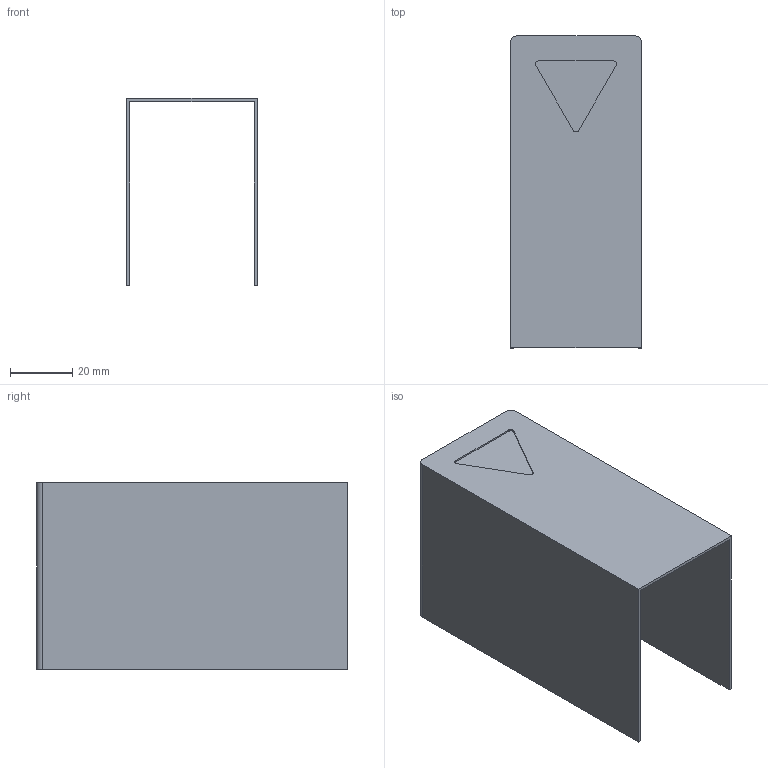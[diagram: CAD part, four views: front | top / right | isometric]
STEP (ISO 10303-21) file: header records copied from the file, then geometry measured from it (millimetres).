
FILE_DESCRIPTION((''),'2;1');
FILE_NAME('3d_GEX8211.stp','2012-10-03T11:04:04',(''),(''),'Mechanical Desktop 2011','Mechanical Desktop 2011',', , ');
FILE_SCHEMA(('CONFIG_CONTROL_DESIGN'));
Length unit declared in the file: millimetre
Products named in the file (1): Product
Bounding box: 42 x 100 x 60 mm (x, y, z)
Volume: 15748.2 mm3; surface area: 32415.7 mm2
Topology: 1 solids, 1 shells, 19 faces, 48 edges, 32 vertices
Faces by surface type: plane 14, cylinder 5
Entity records: 669 total; most frequent: CARTESIAN_POINT 100, DIRECTION 100, ORIENTED_EDGE 96, EDGE_CURVE 48, VECTOR 36, LINE 36, AXIS2_PLACEMENT_3D 32, VERTEX_POINT 32
